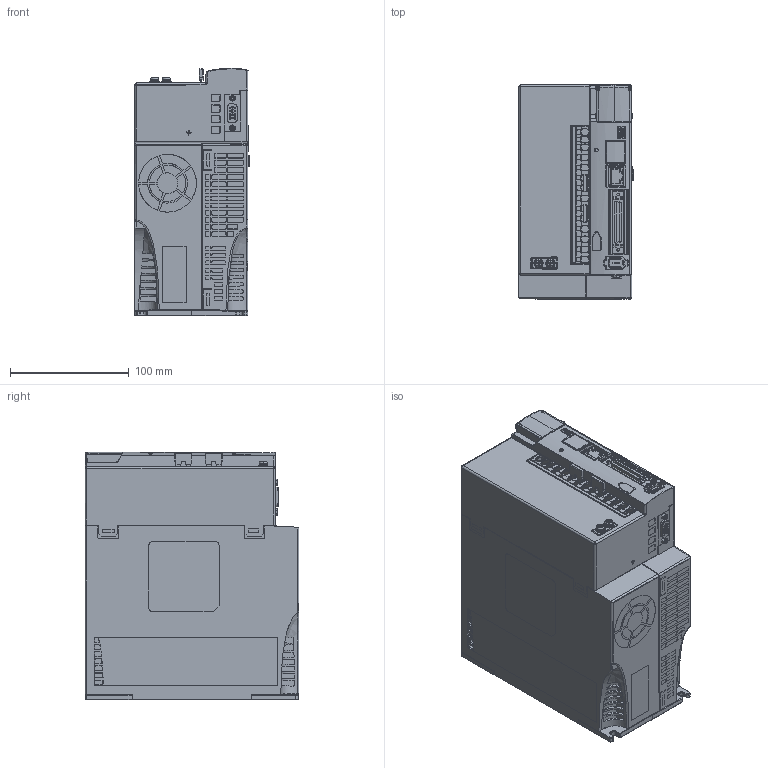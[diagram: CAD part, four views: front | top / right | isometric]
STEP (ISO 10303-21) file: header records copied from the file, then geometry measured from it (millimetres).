
FILE_DESCRIPTION (( 'STEP AP214' ), '1' );
FILE_NAME ('SV2A-4040_4075_4150 w sketches 1a wsplts 1a red BbDCc coord fxt sr1.STEP', '2023-08-17T19:39:14', ( '' ), ( '' ), 'SwSTEP 2.0', 'SolidWorks 2021', '' );
FILE_SCHEMA (( 'AUTOMOTIVE_DESIGN' ));
Length unit declared in the file: inch
Products named in the file (1): SV2A-4040_4075_4150 w sketches 1a wsplts 1a red BbDCc coord fxt sr1
Bounding box: 96 x 180 x 208.42 mm (x, y, z)
Volume: 699637.6 mm3; surface area: 298650 mm2
Topology: 7 solids, 20 shells, 4098 faces, 11286 edges, 7317 vertices
Faces by surface type: plane 2159, cylinder 1256, bspline 484, cone 92, torus 64, sphere 43
Entity records: 173078 total; most frequent: CARTESIAN_POINT 78858, ORIENTED_EDGE 22486, DIRECTION 14943, EDGE_CURVE 11243, VERTEX_POINT 7317, VECTOR 5945, LINE 5945, AXIS2_PLACEMENT_3D 4499
